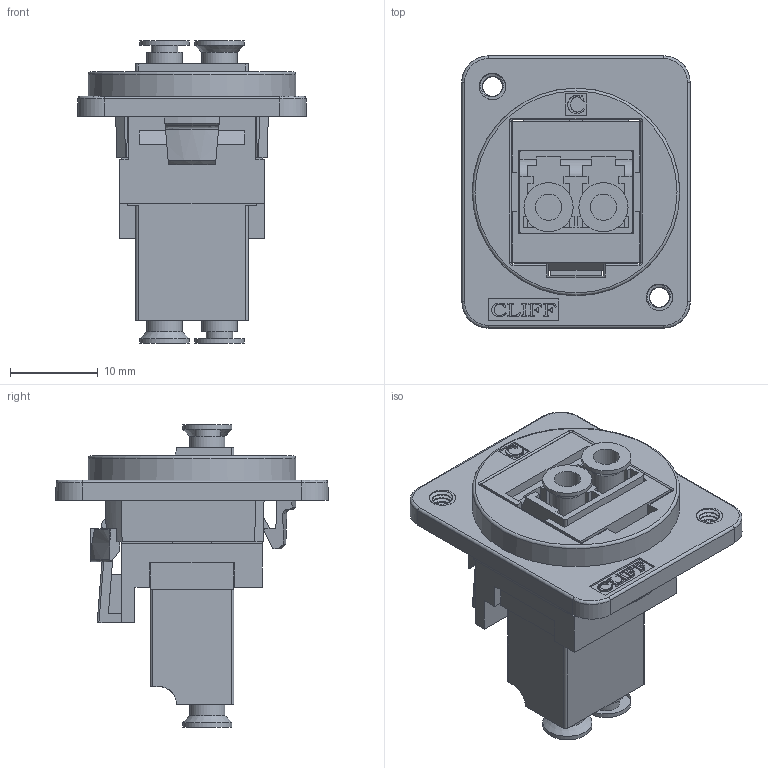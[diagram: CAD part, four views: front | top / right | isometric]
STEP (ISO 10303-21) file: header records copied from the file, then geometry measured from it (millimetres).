
FILE_DESCRIPTION(/* description */ (''),/* implementation_level */ '2;1');
FILE_NAME(/* name */ 'CP30247M3B LC Duplex OM4 M3.stp',/* time_stamp */ '2025-04-11T09:41:29+01:00',/* author */ ('tottley'),/* organization */ (''),/* preprocessor_version */ 'ST-DEVELOPER v20',/* originating_system */ 'Autodesk Inventor 2025',/* authorisation */ '');
FILE_SCHEMA (('AUTOMOTIVE_DESIGN { 1 0 10303 214 3 1 1 }'));
Length unit declared in the file: millimetre
Products named in the file (1): CP30247MB LC Duplex OM4 CSK hole
Bounding box: 26 x 31 x 34.4 mm (x, y, z)
Volume: 5879.8 mm3; surface area: 8844.2 mm2
Topology: 3 solids, 9 shells, 560 faces, 1531 edges, 994 vertices
Faces by surface type: plane 372, cylinder 85, bspline 69, torus 20, cone 14
Full cylindrical faces by diameter (mm): 1.2 x2, 2.259 x2, 3 x16, 4 x4, 5.6 x4
Entity records: 22202 total; most frequent: CARTESIAN_POINT 7733, ORIENTED_EDGE 3062, DIRECTION 2574, EDGE_CURVE 1531, LINE 1108, VECTOR 1108, VERTEX_POINT 994, AXIS2_PLACEMENT_3D 733
